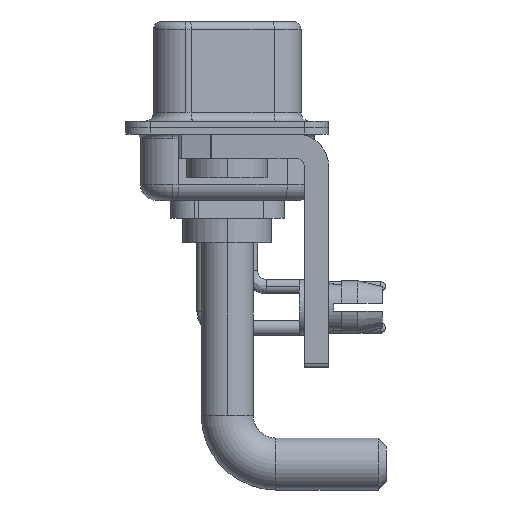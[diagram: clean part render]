
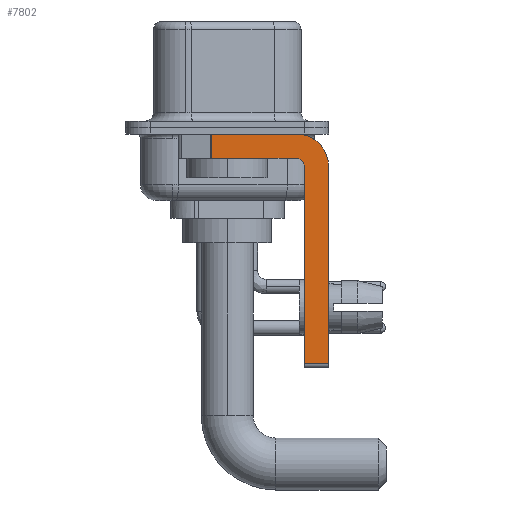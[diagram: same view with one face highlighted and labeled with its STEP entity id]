
A CAD part, left-side view. The second image highlights one B-rep face of the part: STEP entity #7802.
In plain terms, the highlighted planar face has unit normal (-1, 0, 0).
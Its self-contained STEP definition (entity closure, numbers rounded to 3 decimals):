
#277 = CARTESIAN_POINT ( 'NONE',  ( -2.9, -4.25, -14.55 ) ) ;
#377 = EDGE_CURVE ( 'NONE', #19322, #12046, #7177, .T. ) ;
#620 = AXIS2_PLACEMENT_3D ( 'NONE', #3127, #899, #28961 ) ;
#899 = DIRECTION ( 'NONE',  ( 1., 0., 0. ) ) ;
#1291 = ORIENTED_EDGE ( 'NONE', *, *, #2842, .F. ) ;
#2842 = EDGE_CURVE ( 'NONE', #12046, #17676, #15481, .T. ) ;
#3127 = CARTESIAN_POINT ( 'NONE',  ( -2.9, -4.25, -2.4 ) ) ;
#3391 = ORIENTED_EDGE ( 'NONE', *, *, #8988, .F. ) ;
#3730 = CARTESIAN_POINT ( 'NONE',  ( -2.9, -4.75, -2.4 ) ) ;
#3746 = LINE ( 'NONE', #21902, #7738 ) ;
#4512 = VERTEX_POINT ( 'NONE', #21124 ) ;
#5129 = CARTESIAN_POINT ( 'NONE',  ( -2.9, 0.978, -1.9 ) ) ;
#5943 = CARTESIAN_POINT ( 'NONE',  ( -2.9, -4.25, -0.4 ) ) ;
#6535 = VERTEX_POINT ( 'NONE', #24265 ) ;
#6575 = CIRCLE ( 'NONE', #13288, 0.5 ) ;
#7177 = LINE ( 'NONE', #28124, #7754 ) ;
#7259 = CARTESIAN_POINT ( 'NONE',  ( -2.9, -4.25, -2.4 ) ) ;
#7345 = DIRECTION ( 'NONE',  ( 0., 0., -1. ) ) ;
#7470 = CARTESIAN_POINT ( 'NONE',  ( -2.9, -4.25, -2.4 ) ) ;
#7738 = VECTOR ( 'NONE', #19510, 1000. ) ;
#7754 = VECTOR ( 'NONE', #27836, 1000. ) ;
#7802 = ADVANCED_FACE ( 'NONE', ( #9814 ), #23495, .F. ) ;
#8698 = EDGE_CURVE ( 'NONE', #23470, #9184, #9724, .T. ) ;
#8988 = EDGE_CURVE ( 'NONE', #17146, #6535, #6575, .T. ) ;
#9184 = VERTEX_POINT ( 'NONE', #17235 ) ;
#9724 = LINE ( 'NONE', #277, #28260 ) ;
#9814 = FACE_OUTER_BOUND ( 'NONE', #19450, .T. ) ;
#9868 = CARTESIAN_POINT ( 'NONE',  ( -2.9, -6.25, -2.4 ) ) ;
#9939 = CARTESIAN_POINT ( 'NONE',  ( -2.9, -6.25, -2.4 ) ) ;
#10049 = EDGE_CURVE ( 'NONE', #17676, #9184, #19088, .T. ) ;
#11143 = DIRECTION ( 'NONE',  ( 0., 0., 1. ) ) ;
#11736 = DIRECTION ( 'NONE',  ( -1., 0., 0. ) ) ;
#12046 = VERTEX_POINT ( 'NONE', #5943 ) ;
#12290 = LINE ( 'NONE', #5129, #27975 ) ;
#12502 = VECTOR ( 'NONE', #21684, 1000. ) ;
#13288 = AXIS2_PLACEMENT_3D ( 'NONE', #7259, #11736, #11143 ) ;
#14985 = LINE ( 'NONE', #24182, #12502 ) ;
#15481 = CIRCLE ( 'NONE', #15966, 2. ) ;
#15966 = AXIS2_PLACEMENT_3D ( 'NONE', #7470, #27377, #16567 ) ;
#16567 = DIRECTION ( 'NONE',  ( 0., 0., -1. ) ) ;
#16641 = ORIENTED_EDGE ( 'NONE', *, *, #10049, .F. ) ;
#16798 = EDGE_CURVE ( 'NONE', #19322, #4512, #12290, .T. ) ;
#17146 = VERTEX_POINT ( 'NONE', #3730 ) ;
#17235 = CARTESIAN_POINT ( 'NONE',  ( -2.9, -6.25, -14.55 ) ) ;
#17401 = ORIENTED_EDGE ( 'NONE', *, *, #377, .F. ) ;
#17676 = VERTEX_POINT ( 'NONE', #9939 ) ;
#19088 = LINE ( 'NONE', #9868, #25956 ) ;
#19208 = ORIENTED_EDGE ( 'NONE', *, *, #21441, .F. ) ;
#19286 = ORIENTED_EDGE ( 'NONE', *, *, #21915, .F. ) ;
#19322 = VERTEX_POINT ( 'NONE', #28176 ) ;
#19450 = EDGE_LOOP ( 'NONE', ( #17401, #26164, #19286, #3391, #19208, #25396, #16641, #1291 ) ) ;
#19510 = DIRECTION ( 'NONE',  ( 0., 0., 1. ) ) ;
#21124 = CARTESIAN_POINT ( 'NONE',  ( -2.9, 0.978, -1.9 ) ) ;
#21441 = EDGE_CURVE ( 'NONE', #23470, #17146, #3746, .T. ) ;
#21684 = DIRECTION ( 'NONE',  ( 0., 1., 0. ) ) ;
#21902 = CARTESIAN_POINT ( 'NONE',  ( -2.9, -4.75, -14.8 ) ) ;
#21915 = EDGE_CURVE ( 'NONE', #6535, #4512, #14985, .T. ) ;
#23470 = VERTEX_POINT ( 'NONE', #25607 ) ;
#23495 = PLANE ( 'NONE',  #620 ) ;
#24182 = CARTESIAN_POINT ( 'NONE',  ( -2.9, -4.25, -1.9 ) ) ;
#24265 = CARTESIAN_POINT ( 'NONE',  ( -2.9, -4.25, -1.9 ) ) ;
#25072 = DIRECTION ( 'NONE',  ( 0., -1., 0. ) ) ;
#25396 = ORIENTED_EDGE ( 'NONE', *, *, #8698, .T. ) ;
#25607 = CARTESIAN_POINT ( 'NONE',  ( -2.9, -4.75, -14.55 ) ) ;
#25956 = VECTOR ( 'NONE', #7345, 1000. ) ;
#26164 = ORIENTED_EDGE ( 'NONE', *, *, #16798, .T. ) ;
#27377 = DIRECTION ( 'NONE',  ( 1., 0., 0. ) ) ;
#27836 = DIRECTION ( 'NONE',  ( 0., -1., 0. ) ) ;
#27975 = VECTOR ( 'NONE', #28021, 1000. ) ;
#28021 = DIRECTION ( 'NONE',  ( 0., 0., -1. ) ) ;
#28124 = CARTESIAN_POINT ( 'NONE',  ( -2.9, 3., -0.4 ) ) ;
#28176 = CARTESIAN_POINT ( 'NONE',  ( -2.9, 0.978, -0.4 ) ) ;
#28260 = VECTOR ( 'NONE', #25072, 1000. ) ;
#28961 = DIRECTION ( 'NONE',  ( 0., 0., -1. ) ) ;
